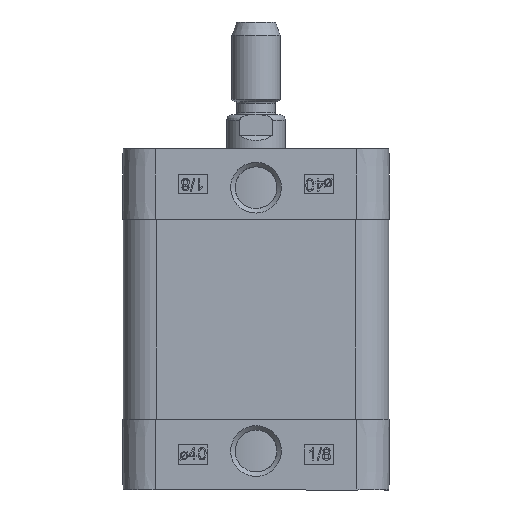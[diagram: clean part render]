
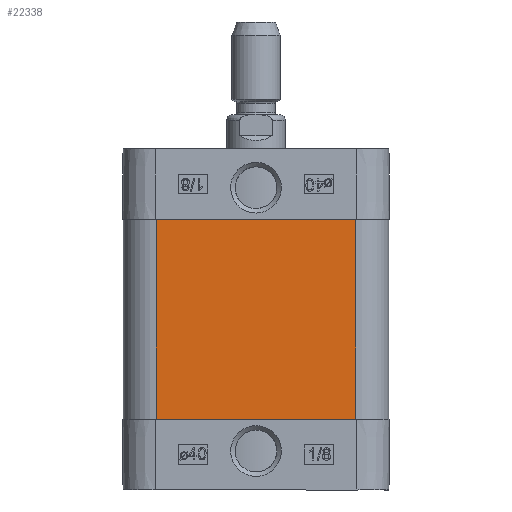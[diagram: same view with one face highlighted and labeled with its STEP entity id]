
A CAD part, left-side view. The second image highlights one B-rep face of the part: STEP entity #22338.
In plain terms, the highlighted planar face has unit normal (-1, 0, 0).
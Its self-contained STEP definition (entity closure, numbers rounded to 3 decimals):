
#19528=CARTESIAN_POINT('',(-27.25,20.5,41.0));
#19529=VERTEX_POINT('',#19528);
#19547=CARTESIAN_POINT('',(-27.25,20.5,0.0));
#19548=VERTEX_POINT('',#19547);
#19556=CARTESIAN_POINT('',(-27.25,20.5,0.0));
#19557=DIRECTION('',(0.0,0.0,1.0));
#19558=VECTOR('',#19557,41.0);
#19559=LINE('',#19556,#19558);
#19560=EDGE_CURVE('',#19548,#19529,#19559,.T.);
#22289=CARTESIAN_POINT('',(-27.25,-20.5,41.0));
#22290=VERTEX_POINT('',#22289);
#22298=CARTESIAN_POINT('',(-27.25,-20.5,0.0));
#22299=VERTEX_POINT('',#22298);
#22300=CARTESIAN_POINT('',(-27.25,-20.5,0.0));
#22301=DIRECTION('',(0.0,0.0,1.0));
#22302=VECTOR('',#22301,41.0);
#22303=LINE('',#22300,#22302);
#22304=EDGE_CURVE('',#22299,#22290,#22303,.T.);
#22317=CARTESIAN_POINT('',(-27.25,-20.5,0.0));
#22318=DIRECTION('',(-1.0,0.0,0.0));
#22319=DIRECTION('',(0.0,0.0,1.0));
#22320=AXIS2_PLACEMENT_3D('',#22317,#22318,#22319);
#22321=PLANE('',#22320);
#22322=CARTESIAN_POINT('',(-27.25,-20.5,41.0));
#22323=DIRECTION('',(0.0,1.0,0.0));
#22324=VECTOR('',#22323,41.);
#22325=LINE('',#22322,#22324);
#22326=EDGE_CURVE('',#22290,#19529,#22325,.T.);
#22327=ORIENTED_EDGE('',*,*,#22326,.T.);
#22328=ORIENTED_EDGE('',*,*,#19560,.F.);
#22329=CARTESIAN_POINT('',(-27.25,-20.5,0.0));
#22330=DIRECTION('',(0.0,1.0,0.0));
#22331=VECTOR('',#22330,41.);
#22332=LINE('',#22329,#22331);
#22333=EDGE_CURVE('',#22299,#19548,#22332,.T.);
#22334=ORIENTED_EDGE('',*,*,#22333,.F.);
#22335=ORIENTED_EDGE('',*,*,#22304,.T.);
#22336=EDGE_LOOP('',(#22327,#22328,#22334,#22335));
#22337=FACE_OUTER_BOUND('',#22336,.T.);
#22338=ADVANCED_FACE('',(#22337),#22321,.T.);
